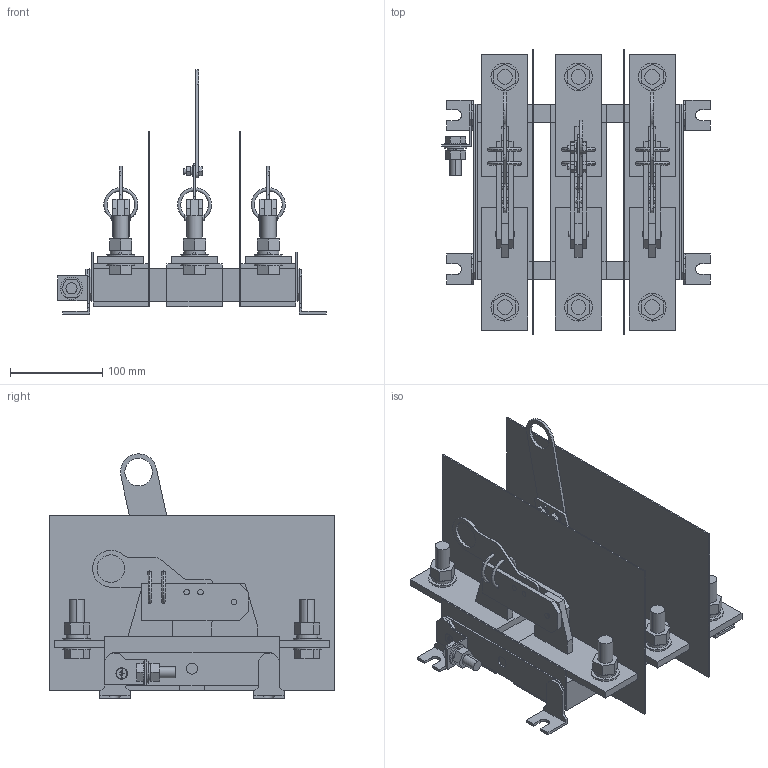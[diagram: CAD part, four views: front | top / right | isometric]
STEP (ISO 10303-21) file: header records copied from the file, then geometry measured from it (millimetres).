
FILE_DESCRIPTION (( 'STEP AP214' ), '1' );
FILE_NAME ('PE-31160-1600 Ðàçúåäèíèòåëü ÐÅ19-43-31160 1600À IEK.STEP', '2018-05-24T11:58:21', ( '' ), ( '' ), 'SwSTEP 2.0', 'SolidWorks 2014', '' );
FILE_SCHEMA (( 'AUTOMOTIVE_DESIGN' ));
Length unit declared in the file: millimetre
Products named in the file (1): PE-31160-1600 Ðàçúåäèíèòåëü ÐÅ19-43-31160  1600À IEK
Bounding box: 291.5 x 310 x 265.09 mm (x, y, z)
Volume: 2407222.5 mm3; surface area: 644550.8 mm2
Topology: 23 solids, 23 shells, 908 faces, 2281 edges, 1500 vertices
Faces by surface type: plane 610, cylinder 286, torus 12
Entity records: 28147 total; most frequent: CARTESIAN_POINT 5434, DIRECTION 4641, ORIENTED_EDGE 4562, EDGE_CURVE 2281, LINE 1619, VECTOR 1619, AXIS2_PLACEMENT_3D 1511, VERTEX_POINT 1500
